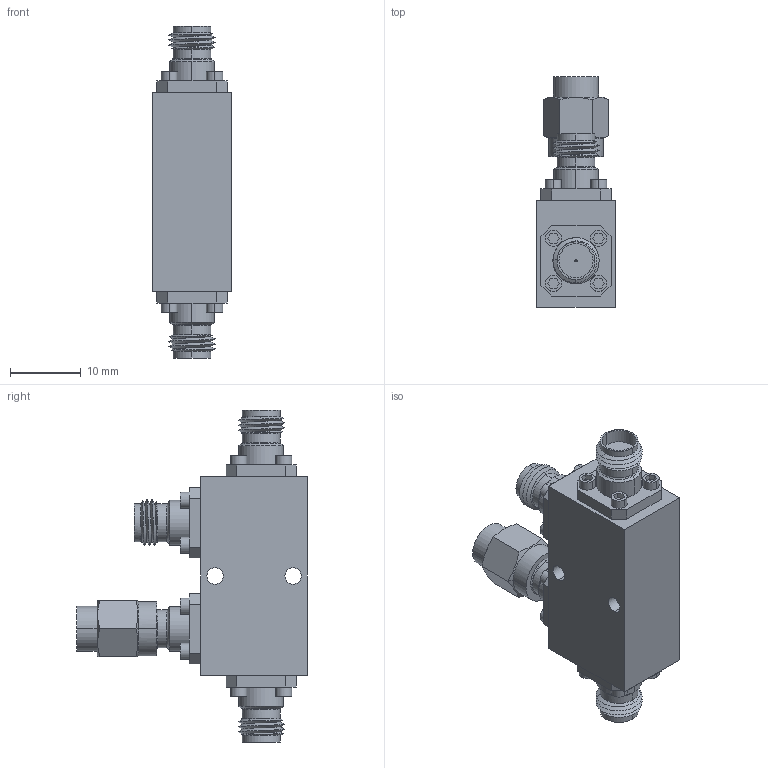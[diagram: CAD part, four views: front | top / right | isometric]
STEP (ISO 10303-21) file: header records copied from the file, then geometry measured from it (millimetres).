
FILE_DESCRIPTION (( 'STEP AP203' ), '1' );
FILE_NAME ('SCD-0632732012-SF-SA.STEP', '2019-09-19T17:16:07', ( '' ), ( '' ), 'SwSTEP 2.0', 'SolidWorks 2016', '' );
FILE_SCHEMA (( 'CONFIG_CONTROL_DESIGN' ));
Length unit declared in the file: inch
Products named in the file (1): SCD-0632732012-SF-SA
Bounding box: 11 x 32.5 x 46.8 mm (x, y, z)
Volume: 6315 mm3; surface area: 4864.1 mm2
Topology: 22 solids, 22 shells, 484 faces, 1106 edges, 722 vertices
Faces by surface type: plane 242, cylinder 190, cone 36, torus 8, bspline 8
Entity records: 17713 total; most frequent: CARTESIAN_POINT 6619, DIRECTION 2294, ORIENTED_EDGE 2212, EDGE_CURVE 1106, AXIS2_PLACEMENT_3D 833, VERTEX_POINT 722, LINE 628, VECTOR 628
